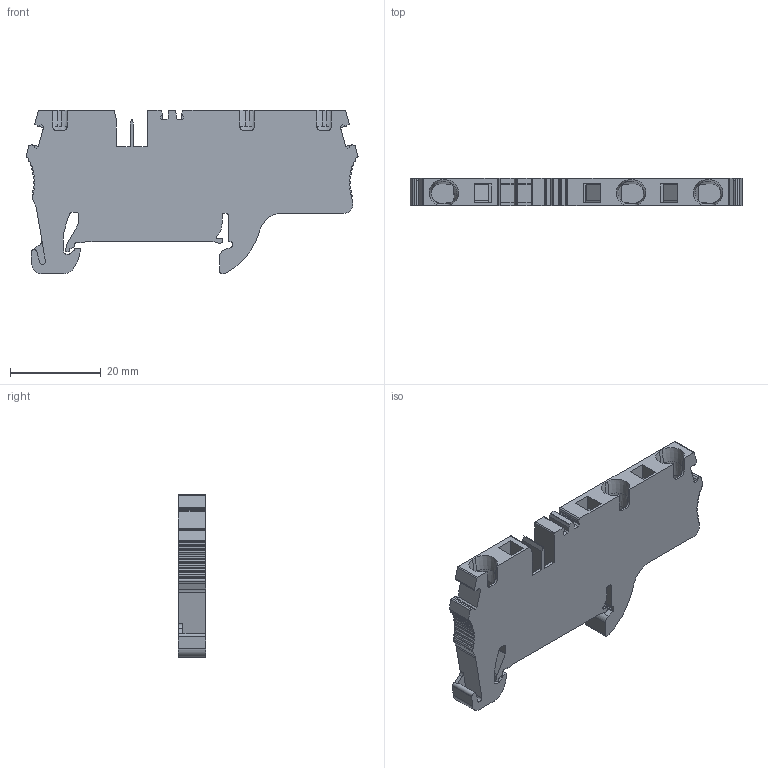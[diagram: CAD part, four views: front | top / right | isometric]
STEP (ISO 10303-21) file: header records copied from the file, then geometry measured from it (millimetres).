
FILE_DESCRIPTION(/* description */ ('Unknown'),/* implementation_level */ '2;1');
FILE_NAME(/* name */ 'SQ4_3D_MODEL_SOLID',/* time_stamp */ '2021-04-28T10:34:32+05:00',/* author */ ('Unknown'),/* organization */ ('Unknown'),/* preprocessor_version */ 'ST-DEVELOPER v16.7',/* originating_system */ 'DEX',/* authorisation */ $);
FILE_SCHEMA (('AUTOMOTIVE_DESIGN {1 0 10303 214 3 1 1}'));
Length unit declared in the file: millimetre
Products named in the file (1): Housing
Bounding box: 73.24 x 6 x 36 mm (x, y, z)
Volume: 9805.6 mm3; surface area: 7008.9 mm2
Topology: 1 solids, 1 shells, 332 faces, 1016 edges, 689 vertices
Faces by surface type: plane 172, cylinder 148, bspline 6, cone 6
Entity records: 12210 total; most frequent: CARTESIAN_POINT 2805, ORIENTED_EDGE 2026, DIRECTION 1988, EDGE_CURVE 1013, VERTEX_POINT 689, AXIS2_PLACEMENT_3D 686, LINE 616, VECTOR 616
